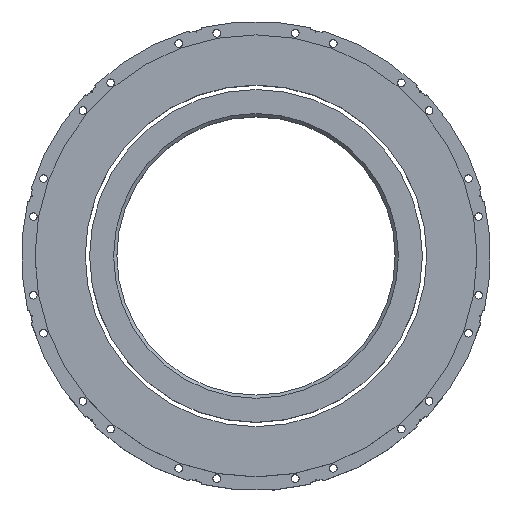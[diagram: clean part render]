
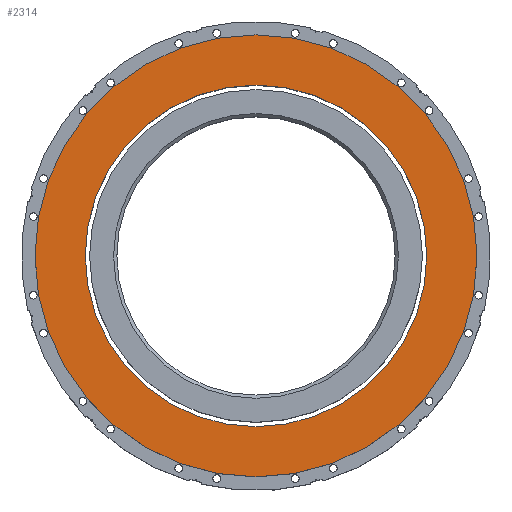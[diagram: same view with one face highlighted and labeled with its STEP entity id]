
A CAD part, top view. The second image highlights one B-rep face of the part: STEP entity #2314.
In plain terms, the highlighted planar face has unit normal (0, 0, 1).
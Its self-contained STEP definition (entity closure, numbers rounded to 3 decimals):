
#69=FACE_BOUND('',#362,.T.);
#75=PLANE('',#2675);
#190=FACE_OUTER_BOUND('',#361,.T.);
#361=EDGE_LOOP('',(#2058));
#362=EDGE_LOOP('',(#2059));
#823=CIRCLE('',#2674,20.25);
#824=CIRCLE('',#2676,15.65);
#1051=VERTEX_POINT('',#4165);
#1052=VERTEX_POINT('',#4169);
#1387=EDGE_CURVE('',#1051,#1051,#823,.T.);
#1389=EDGE_CURVE('',#1052,#1052,#824,.T.);
#2058=ORIENTED_EDGE('',*,*,#1387,.T.);
#2059=ORIENTED_EDGE('',*,*,#1389,.T.);
#2314=ADVANCED_FACE('',(#190,#69),#75,.T.);
#2674=AXIS2_PLACEMENT_3D('',#4166,#3462,#3463);
#2675=AXIS2_PLACEMENT_3D('',#4168,#3465,#3466);
#2676=AXIS2_PLACEMENT_3D('',#4170,#3467,#3468);
#3462=DIRECTION('center_axis',(0.,0.,1.));
#3463=DIRECTION('ref_axis',(-1.,0.,0.));
#3465=DIRECTION('center_axis',(0.,0.,1.));
#3466=DIRECTION('ref_axis',(1.,0.,0.));
#3467=DIRECTION('center_axis',(0.,0.,-1.));
#3468=DIRECTION('ref_axis',(1.,0.,0.));
#4165=CARTESIAN_POINT('',(0.,-20.25,11.55));
#4166=CARTESIAN_POINT('Origin',(0.,0.,11.55));
#4168=CARTESIAN_POINT('Origin',(0.,0.,11.55));
#4169=CARTESIAN_POINT('',(0.,15.65,11.55));
#4170=CARTESIAN_POINT('Origin',(0.,0.,11.55));
